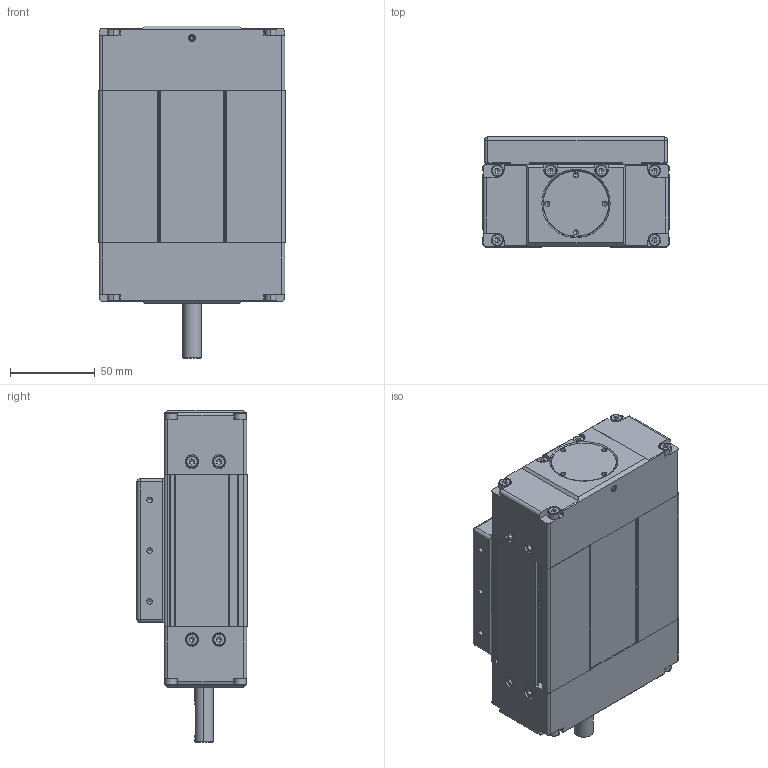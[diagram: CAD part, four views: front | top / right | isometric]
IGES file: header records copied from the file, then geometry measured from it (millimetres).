
Global section: file name: No Iges File Name specified; native system: Autodesk Inventor 2011; preprocessor: AutoDesk Inventor Iges Exporter R2011; author: user; date: 20101008.124359; units: millimetre
Bounding box: 110 x 65 x 196 mm (x, y, z)
Volume: 970512.8 mm3; surface area: 133258 mm2
Topology: 4 solids, 16 shells, 851 faces, 2276 edges, 1444 vertices
Faces by surface type: plane 313, bspline 180, revolution 172, cylinder 130, torus 44, cone 8, sphere 4
